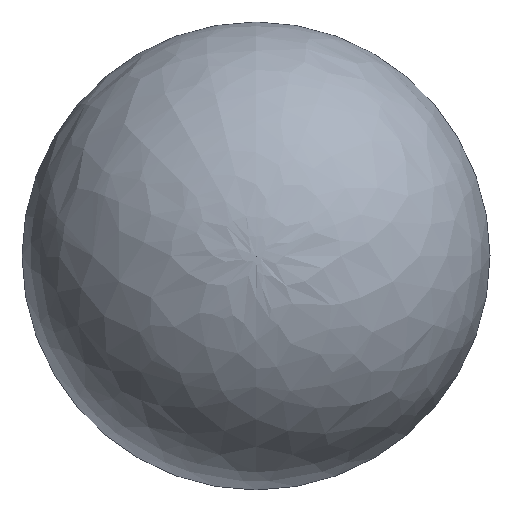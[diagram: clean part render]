
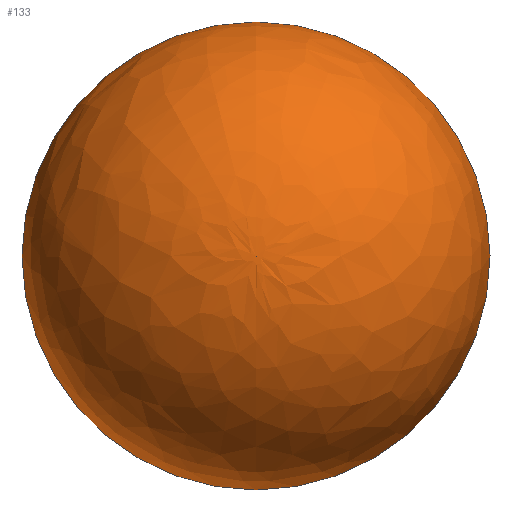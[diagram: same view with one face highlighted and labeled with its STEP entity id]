
A CAD part, left-side view. The second image highlights one B-rep face of the part: STEP entity #133.
In plain terms, the highlighted free-form (B-spline) face has degree [2, 2] with [3, 9] control points.
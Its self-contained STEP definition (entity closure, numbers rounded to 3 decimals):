
#15=(
BOUNDED_CURVE()
B_SPLINE_CURVE(2,(#284,#285,#286),.UNSPECIFIED.,.F.,.F.)
B_SPLINE_CURVE_WITH_KNOTS((3,3),(0.025,1.571),
 .UNSPECIFIED.)
CURVE()
GEOMETRIC_REPRESENTATION_ITEM()
RATIONAL_B_SPLINE_CURVE((1.,0.716,1.))
REPRESENTATION_ITEM('')
);
#17=(
BOUNDED_SURFACE()
B_SPLINE_SURFACE(2,2,((#252,#253,#254,#255,#256,#257,#258,#259,#260),(#261,
#262,#263,#264,#265,#266,#267,#268,#269),(#270,#271,#272,#273,#274,#275,
#276,#277,#278)),.UNSPECIFIED.,.F.,.T.,.F.)
B_SPLINE_SURFACE_WITH_KNOTS((3,3),(3,2,2,2,3),(-1.571,-0.025),
(-3.142,-1.571,0.,1.571,3.142),
 .UNSPECIFIED.)
GEOMETRIC_REPRESENTATION_ITEM()
RATIONAL_B_SPLINE_SURFACE(((1.,0.707,1.,0.707,1.,
0.707,1.,0.707,1.),(0.716,0.506,
0.716,0.506,0.716,0.506,
0.716,0.506,0.716),(1.,0.707,
1.,0.707,1.,0.707,1.,0.707,1.)))
REPRESENTATION_ITEM('')
SURFACE()
);
#36=FACE_OUTER_BOUND('',#49,.T.);
#49=EDGE_LOOP('',(#107,#108,#109,#110));
#62=CIRCLE('',#157,7.9);
#63=CIRCLE('',#158,7.9);
#73=VERTEX_POINT('',#279);
#74=VERTEX_POINT('',#280);
#75=VERTEX_POINT('',#283);
#86=EDGE_CURVE('',#73,#74,#62,.T.);
#87=EDGE_CURVE('',#74,#73,#63,.T.);
#88=EDGE_CURVE('',#74,#75,#15,.T.);
#107=ORIENTED_EDGE('',*,*,#86,.F.);
#108=ORIENTED_EDGE('',*,*,#87,.F.);
#109=ORIENTED_EDGE('',*,*,#88,.T.);
#110=ORIENTED_EDGE('',*,*,#88,.F.);
#133=ADVANCED_FACE('',(#36),#17,.F.);
#157=AXIS2_PLACEMENT_3D('',#281,#190,#191);
#158=AXIS2_PLACEMENT_3D('',#282,#192,#193);
#190=DIRECTION('center_axis',(1.,0.,0.));
#191=DIRECTION('ref_axis',(0.,0.,-1.));
#192=DIRECTION('center_axis',(1.,0.,0.));
#193=DIRECTION('ref_axis',(0.,0.,-1.));
#252=CARTESIAN_POINT('Ctrl Pts',(-20.7,0.,0.));
#253=CARTESIAN_POINT('Ctrl Pts',(-20.7,0.,0.));
#254=CARTESIAN_POINT('Ctrl Pts',(-20.7,0.,0.));
#255=CARTESIAN_POINT('Ctrl Pts',(-20.7,0.,0.));
#256=CARTESIAN_POINT('Ctrl Pts',(-20.7,0.,0.));
#257=CARTESIAN_POINT('Ctrl Pts',(-20.7,0.,0.));
#258=CARTESIAN_POINT('Ctrl Pts',(-20.7,0.,0.));
#259=CARTESIAN_POINT('Ctrl Pts',(-20.7,0.,0.));
#260=CARTESIAN_POINT('Ctrl Pts',(-20.7,0.,0.));
#261=CARTESIAN_POINT('Ctrl Pts',(-20.702,0.,
7.705));
#262=CARTESIAN_POINT('Ctrl Pts',(-20.702,-7.705,7.705));
#263=CARTESIAN_POINT('Ctrl Pts',(-20.702,-7.705,0.));
#264=CARTESIAN_POINT('Ctrl Pts',(-20.702,-7.705,-7.705));
#265=CARTESIAN_POINT('Ctrl Pts',(-20.702,0.,
-7.705));
#266=CARTESIAN_POINT('Ctrl Pts',(-20.702,7.705,-7.705));
#267=CARTESIAN_POINT('Ctrl Pts',(-20.702,7.705,0.));
#268=CARTESIAN_POINT('Ctrl Pts',(-20.702,7.705,7.705));
#269=CARTESIAN_POINT('Ctrl Pts',(-20.702,0.,
7.705));
#270=CARTESIAN_POINT('Ctrl Pts',(-13.,0.,7.9));
#271=CARTESIAN_POINT('Ctrl Pts',(-13.,-7.9,7.9));
#272=CARTESIAN_POINT('Ctrl Pts',(-13.,-7.9,0.));
#273=CARTESIAN_POINT('Ctrl Pts',(-13.,-7.9,-7.9));
#274=CARTESIAN_POINT('Ctrl Pts',(-13.,0.,-7.9));
#275=CARTESIAN_POINT('Ctrl Pts',(-13.,7.9,-7.9));
#276=CARTESIAN_POINT('Ctrl Pts',(-13.,7.9,0.));
#277=CARTESIAN_POINT('Ctrl Pts',(-13.,7.9,7.9));
#278=CARTESIAN_POINT('Ctrl Pts',(-13.,0.,7.9));
#279=CARTESIAN_POINT('',(-13.,7.9,0.));
#280=CARTESIAN_POINT('',(-13.,0.,7.9));
#281=CARTESIAN_POINT('Origin',(-13.,0.,0.));
#282=CARTESIAN_POINT('Origin',(-13.,0.,0.));
#283=CARTESIAN_POINT('',(-20.7,0.,0.));
#284=CARTESIAN_POINT('Ctrl Pts',(-13.,0.,7.9));
#285=CARTESIAN_POINT('Ctrl Pts',(-20.702,0.,
7.705));
#286=CARTESIAN_POINT('Ctrl Pts',(-20.7,0.,0.));
